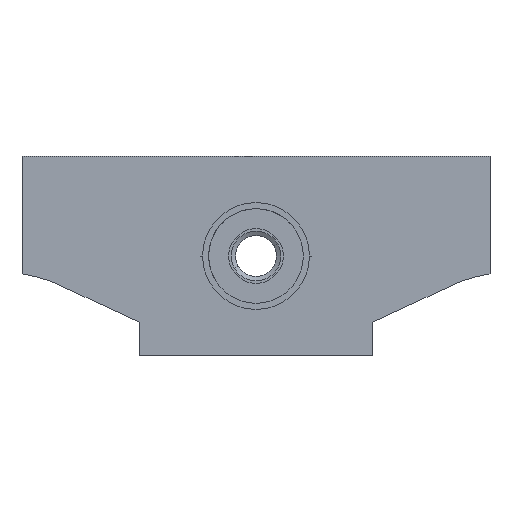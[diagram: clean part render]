
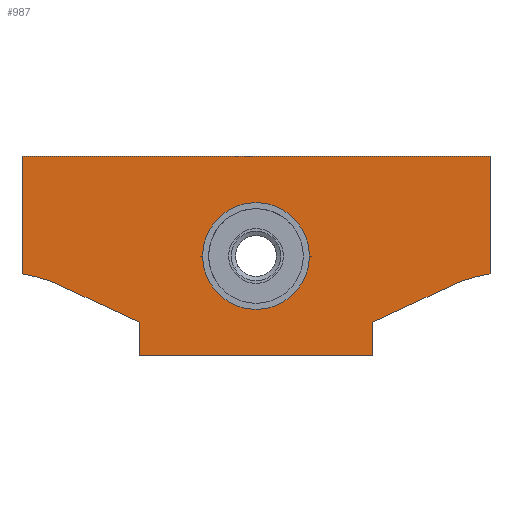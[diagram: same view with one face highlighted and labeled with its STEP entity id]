
A CAD part, front view. The second image highlights one B-rep face of the part: STEP entity #987.
In plain terms, the highlighted planar face has unit normal (0, -1, 0).
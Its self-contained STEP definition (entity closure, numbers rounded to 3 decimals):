
#331=DIRECTION('',(-1.,0.,0.));
#332=VECTOR('',#331,46.919);
#333=CARTESIAN_POINT('',(23.46,0.,-20.));
#334=LINE('',#333,#332);
#343=DIRECTION('',(0.,0.,1.));
#344=VECTOR('',#343,6.685);
#345=CARTESIAN_POINT('',(-23.46,0.,-20.));
#346=LINE('',#345,#344);
#347=DIRECTION('',(0.906,0.,-0.423));
#348=VECTOR('',#347,19.354);
#349=CARTESIAN_POINT('',(-41.,0.,-5.136));
#350=LINE('',#349,#348);
#351=CARTESIAN_POINT('',(-41.,0.,-5.136));
#352=CARTESIAN_POINT('',(-41.243,0.,-5.057));
#353=CARTESIAN_POINT('',(-41.728,0.,-4.899));
#354=CARTESIAN_POINT('',(-42.458,0.,-4.667));
#355=CARTESIAN_POINT('',(-43.192,0.,-4.447));
#356=CARTESIAN_POINT('',(-43.93,0.,-4.243));
#357=CARTESIAN_POINT('',(-44.672,0.,-4.057));
#358=CARTESIAN_POINT('',(-45.426,0.,-3.888));
#359=CARTESIAN_POINT('',(-46.197,0.,-3.735));
#360=CARTESIAN_POINT('',(-46.73,0.,-3.642));
#361=CARTESIAN_POINT('',(-47.,0.,-3.598));
#363=DIRECTION('',(1.,0.,0.));
#364=VECTOR('',#363,94.);
#365=CARTESIAN_POINT('',(-47.,0.,20.));
#366=LINE('',#365,#364);
#367=DIRECTION('',(0.,0.,-1.));
#368=VECTOR('',#367,23.598);
#369=CARTESIAN_POINT('',(47.,0.,20.));
#370=LINE('',#369,#368);
#371=DIRECTION('',(0.906,0.,0.423));
#372=VECTOR('',#371,19.354);
#373=CARTESIAN_POINT('',(23.46,0.,-13.315));
#374=LINE('',#373,#372);
#375=CARTESIAN_POINT('',(0.,0.,0.));
#376=DIRECTION('',(0.,1.,0.));
#377=DIRECTION('',(-1.,0.,0.));
#378=AXIS2_PLACEMENT_3D('',#375,#376,#377);
#390=CARTESIAN_POINT('',(0.,0.,0.));
#391=DIRECTION('',(0.,1.,0.));
#392=DIRECTION('',(1.,0.,0.));
#393=AXIS2_PLACEMENT_3D('',#390,#391,#392);
#499=CARTESIAN_POINT('',(41.,0.,-5.136));
#500=CARTESIAN_POINT('',(41.502,0.,-4.972));
#501=CARTESIAN_POINT('',(42.491,0.,-4.65));
#502=CARTESIAN_POINT('',(43.913,0.,-4.239));
#503=CARTESIAN_POINT('',(45.376,0.,-3.889));
#504=CARTESIAN_POINT('',(46.447,0.,-3.688));
#505=CARTESIAN_POINT('',(47.,0.,-3.598));
#540=CARTESIAN_POINT('',(47.,0.,-3.598));
#568=DIRECTION('',(0.,0.,-1.));
#569=VECTOR('',#568,23.598);
#570=CARTESIAN_POINT('',(-47.,0.,20.));
#571=LINE('',#570,#569);
#780=DIRECTION('',(0.,0.,-1.));
#781=VECTOR('',#780,6.685);
#782=CARTESIAN_POINT('',(23.46,0.,-13.315));
#783=LINE('',#782,#781);
#810=CARTESIAN_POINT('',(-10.732,0.,0.));
#811=CARTESIAN_POINT('',(10.732,0.,0.));
#812=VERTEX_POINT('',#810);
#813=VERTEX_POINT('',#811);
#842=CARTESIAN_POINT('',(41.,0.,-5.136));
#844=VERTEX_POINT('',#842);
#853=CARTESIAN_POINT('',(23.46,0.,-20.));
#855=VERTEX_POINT('',#853);
#856=CARTESIAN_POINT('',(23.46,0.,-13.315));
#857=VERTEX_POINT('',#856);
#860=VERTEX_POINT('',#540);
#863=CARTESIAN_POINT('',(47.,0.,20.));
#864=VERTEX_POINT('',#863);
#899=CARTESIAN_POINT('',(-41.,0.,-5.136));
#900=VERTEX_POINT('',#899);
#901=CARTESIAN_POINT('',(-23.46,0.,-20.));
#903=VERTEX_POINT('',#901);
#911=CARTESIAN_POINT('',(-23.46,0.,-13.315));
#912=VERTEX_POINT('',#911);
#917=CARTESIAN_POINT('',(-47.,0.,20.));
#918=CARTESIAN_POINT('',(-47.,0.,-3.598));
#919=VERTEX_POINT('',#917);
#920=VERTEX_POINT('',#918);
#956=CARTESIAN_POINT('',(-27.867,0.,-8.191));
#957=DIRECTION('',(0.,1.,0.));
#958=DIRECTION('',(-1.,0.,0.));
#959=AXIS2_PLACEMENT_3D('',#956,#957,#958);
#960=PLANE('',#959);
#962=ORIENTED_EDGE('',*,*,#961,.F.);
#964=ORIENTED_EDGE('',*,*,#963,.T.);
#966=ORIENTED_EDGE('',*,*,#965,.F.);
#968=ORIENTED_EDGE('',*,*,#967,.T.);
#970=ORIENTED_EDGE('',*,*,#969,.T.);
#972=ORIENTED_EDGE('',*,*,#971,.F.);
#974=ORIENTED_EDGE('',*,*,#973,.F.);
#976=ORIENTED_EDGE('',*,*,#975,.T.);
#977=ORIENTED_EDGE('',*,*,#932,.T.);
#978=ORIENTED_EDGE('',*,*,#946,.T.);
#979=EDGE_LOOP('',(#962,#964,#966,#968,#970,#972,#974,#976,#977,#978));
#980=FACE_OUTER_BOUND('',#979,.F.);
#982=ORIENTED_EDGE('',*,*,#981,.F.);
#984=ORIENTED_EDGE('',*,*,#983,.F.);
#985=EDGE_LOOP('',(#982,#984));
#986=FACE_BOUND('',#985,.F.);
#987=ADVANCED_FACE('',(#980,#986),#960,.F.);
#362=B_SPLINE_CURVE_WITH_KNOTS('',3,(#351,#352,#353,#354,#355,#356,#357,#358,
#359,#360,#361),.UNSPECIFIED.,.F.,.F.,(4,1,1,1,1,1,1,1,4),(0.,0.125,0.25,
0.375,0.5,0.625,0.75,0.875,1.),.UNSPECIFIED.);
#379=CIRCLE('',#378,10.732);
#394=CIRCLE('',#393,10.732);
#506=B_SPLINE_CURVE_WITH_KNOTS('',3,(#499,#500,#501,#502,#503,#504,#505),
.UNSPECIFIED.,.F.,.F.,(4,1,1,1,4),(0.,0.25,0.5,0.75,1.),
.UNSPECIFIED.);
#932=EDGE_CURVE('',#855,#903,#334,.T.);
#946=EDGE_CURVE('',#903,#912,#346,.T.);
#961=EDGE_CURVE('',#900,#912,#350,.T.);
#963=EDGE_CURVE('',#900,#920,#362,.T.);
#965=EDGE_CURVE('',#919,#920,#571,.T.);
#967=EDGE_CURVE('',#919,#864,#366,.T.);
#969=EDGE_CURVE('',#864,#860,#370,.T.);
#971=EDGE_CURVE('',#844,#860,#506,.T.);
#973=EDGE_CURVE('',#857,#844,#374,.T.);
#975=EDGE_CURVE('',#857,#855,#783,.T.);
#981=EDGE_CURVE('',#812,#813,#379,.T.);
#983=EDGE_CURVE('',#813,#812,#394,.T.);
